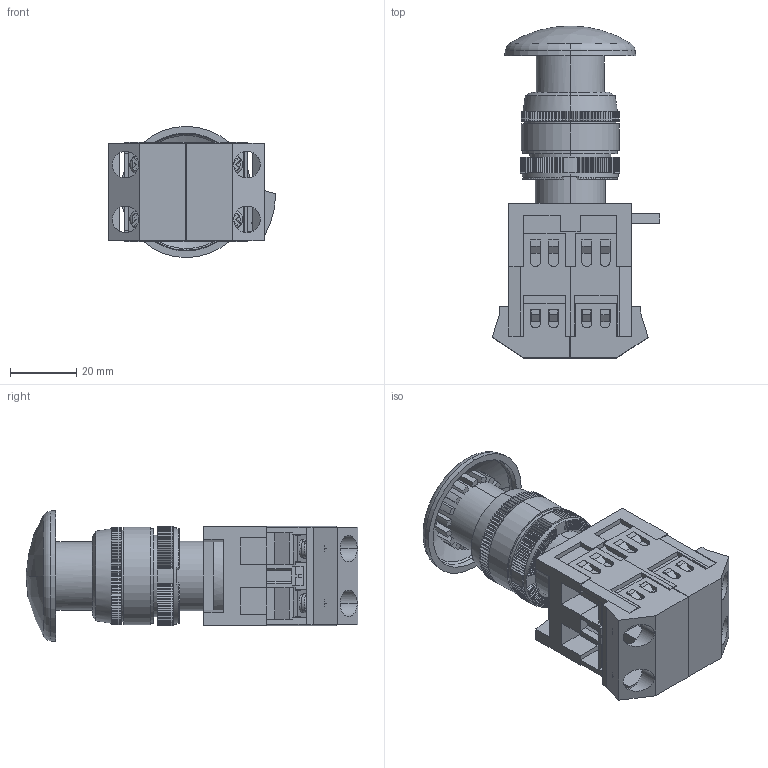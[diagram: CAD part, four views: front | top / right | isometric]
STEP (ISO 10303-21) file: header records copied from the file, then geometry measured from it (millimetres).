
FILE_DESCRIPTION (( 'STEP AP214' ), '1' );
FILE_NAME ('BBG60-AEAL-K04 Êíîïêà AEAL22 Ãðèáîêñ ôèêñàöèåé êðàñíûé d22ìì 240Â 1ç+1ð ÈÝÊ.STEP', '2017-11-01T13:52:40', ( '' ), ( '' ), 'SwSTEP 2.0', 'SolidWorks 2014', '' );
FILE_SCHEMA (( 'AUTOMOTIVE_DESIGN' ));
Length unit declared in the file: millimetre
Products named in the file (1): BBG60-AEAL-K04 Êíîïêà AEAL22 Ãðèáîêñ ôèêñàöèåé êðàñíûé d22ìì  240Â 1ç+1ð ÈÝÊ
Bounding box: 50.5 x 100 x 39.5 mm (x, y, z)
Volume: 62961.2 mm3; surface area: 32939.8 mm2
Topology: 5 solids, 5 shells, 1854 faces, 5051 edges, 3239 vertices
Faces by surface type: plane 1553, cylinder 275, torus 12, cone 10, sphere 4
Entity records: 58238 total; most frequent: CARTESIAN_POINT 11553, ORIENTED_EDGE 10102, DIRECTION 9522, EDGE_CURVE 5051, VECTOR 3410, LINE 3410, VERTEX_POINT 3239, AXIS2_PLACEMENT_3D 3056
